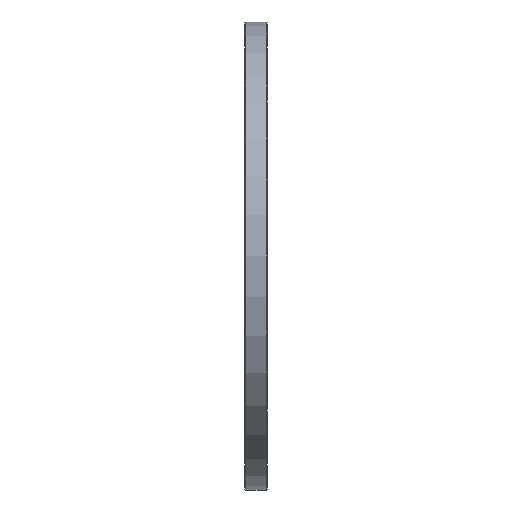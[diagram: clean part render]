
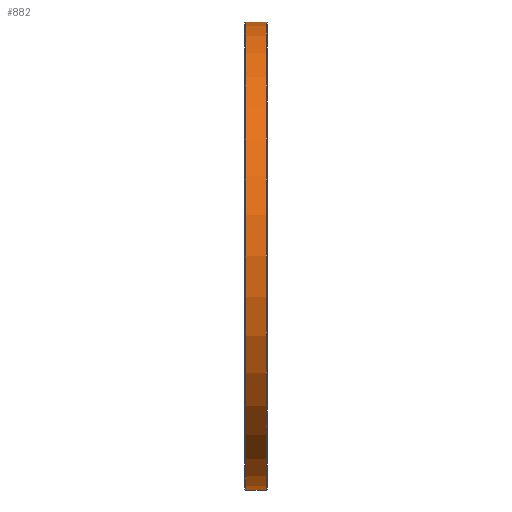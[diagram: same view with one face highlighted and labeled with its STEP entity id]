
A CAD part, front view. The second image highlights one B-rep face of the part: STEP entity #882.
In plain terms, the highlighted cylindrical face has radius 212.5 mm (diameter 425 mm), a partial arc.
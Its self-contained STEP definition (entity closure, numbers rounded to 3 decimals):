
#103 = CARTESIAN_POINT ( 'NONE',  ( 131.126, -38.215, -212.5 ) ) ;
#208 = CARTESIAN_POINT ( 'NONE',  ( 134.876, -38.215, -212.5 ) ) ;
#215 = CARTESIAN_POINT ( 'NONE',  ( 134.876, -38.215, 0. ) ) ;
#234 = VERTEX_POINT ( 'NONE', #208 ) ;
#324 = DIRECTION ( 'NONE',  ( 0., 0., -1. ) ) ;
#332 = CARTESIAN_POINT ( 'NONE',  ( 153.376, -38.215, 212.5 ) ) ;
#391 = DIRECTION ( 'NONE',  ( -1., 0., 0. ) ) ;
#404 = CIRCLE ( 'NONE', #927, 212.5 ) ;
#432 = DIRECTION ( 'NONE',  ( -1., 0., 0. ) ) ;
#434 = CIRCLE ( 'NONE', #605, 212.5 ) ;
#514 = AXIS2_PLACEMENT_3D ( 'NONE', #606, #391, #850 ) ;
#560 = DIRECTION ( 'NONE',  ( -1., 0., 0. ) ) ;
#605 = AXIS2_PLACEMENT_3D ( 'NONE', #1128, #432, #1228 ) ;
#606 = CARTESIAN_POINT ( 'NONE',  ( 131.126, -38.215, 0. ) ) ;
#687 = LINE ( 'NONE', #880, #708 ) ;
#708 = VECTOR ( 'NONE', #1274, 1000. ) ;
#726 = VECTOR ( 'NONE', #560, 1000. ) ;
#767 = LINE ( 'NONE', #103, #726 ) ;
#850 = DIRECTION ( 'NONE',  ( 0., 0., 1. ) ) ;
#880 = CARTESIAN_POINT ( 'NONE',  ( 131.126, -38.215, 212.5 ) ) ;
#882 = ADVANCED_FACE ( 'NONE', ( #1008 ), #1044, .T. ) ;
#922 = VERTEX_POINT ( 'NONE', #1171 ) ;
#927 = AXIS2_PLACEMENT_3D ( 'NONE', #215, #1029, #324 ) ;
#937 = EDGE_LOOP ( 'NONE', ( #1311, #1319, #1271, #1341 ) ) ;
#977 = EDGE_CURVE ( 'NONE', #922, #234, #767, .T. ) ;
#994 = EDGE_CURVE ( 'NONE', #1211, #1407, #687, .T. ) ;
#1008 = FACE_OUTER_BOUND ( 'NONE', #937, .T. ) ;
#1029 = DIRECTION ( 'NONE',  ( 1., 0., 0. ) ) ;
#1044 = CYLINDRICAL_SURFACE ( 'NONE', #514, 212.5 ) ;
#1128 = CARTESIAN_POINT ( 'NONE',  ( 153.376, -38.215, 0. ) ) ;
#1134 = EDGE_CURVE ( 'NONE', #922, #1211, #434, .T. ) ;
#1162 = EDGE_CURVE ( 'NONE', #1407, #234, #404, .T. ) ;
#1171 = CARTESIAN_POINT ( 'NONE',  ( 153.376, -38.215, -212.5 ) ) ;
#1211 = VERTEX_POINT ( 'NONE', #332 ) ;
#1228 = DIRECTION ( 'NONE',  ( 0., 0., 1. ) ) ;
#1271 = ORIENTED_EDGE ( 'NONE', *, *, #994, .T. ) ;
#1274 = DIRECTION ( 'NONE',  ( -1., 0., 0. ) ) ;
#1311 = ORIENTED_EDGE ( 'NONE', *, *, #977, .F. ) ;
#1319 = ORIENTED_EDGE ( 'NONE', *, *, #1134, .T. ) ;
#1341 = ORIENTED_EDGE ( 'NONE', *, *, #1162, .T. ) ;
#1363 = CARTESIAN_POINT ( 'NONE',  ( 134.876, -38.215, 212.5 ) ) ;
#1407 = VERTEX_POINT ( 'NONE', #1363 ) ;
